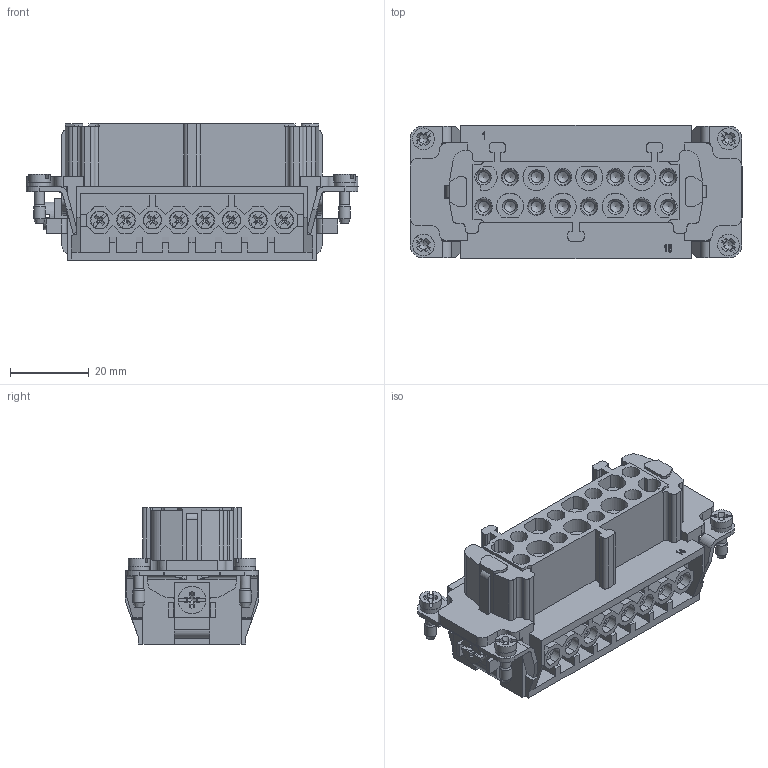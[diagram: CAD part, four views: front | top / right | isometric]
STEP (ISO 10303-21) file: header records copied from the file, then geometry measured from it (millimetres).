
FILE_DESCRIPTION(/* description */ (''),/* implementation_level */ '2;1');
FILE_NAME(/* name */ '100095095ugm000_d.stp',/* time_stamp */ '2018-11-29T07:14:44+01:00',/* author */ (''),/* organization */ (''),/* preprocessor_version */ 'ST-DEVELOPER v16.7',/* originating_system */ 'SIEMENS PLM Software NX 12.0',/* authorisation */ '');
FILE_SCHEMA (('AUTOMOTIVE_DESIGN { 1 0 10303 214 3 1 1 1 }'));
Products named in the file (1): 100095095ugm000_d
Bounding box: 84.35 x 33.9 x 34.6 mm (x, y, z)
Volume: 0.8 mm3; surface area: 26803.3 mm2
Topology: 3 solids, 5 shells, 2927 faces, 8318 edges, 5565 vertices
Faces by surface type: plane 1608, bspline 432, cylinder 362, cone 351, torus 98, extrusion 76
Full cylindrical faces by diameter (mm): 0.335 x1, 0.492 x1, 2.438 x2, 2.5 x6, 2.85 x32, 3 x4, 3.2 x25, 5.3 x4, 5.5 x4, 7 x1
Entity records: 135711 total; most frequent: CARTESIAN_POINT 46209, ORIENTED_EDGE 15740, DIRECTION 11892, EDGE_CURVE 7870, VERTEX_POINT 5241, VECTOR 3996, AXIS2_PLACEMENT_3D 3948, LINE 3920
